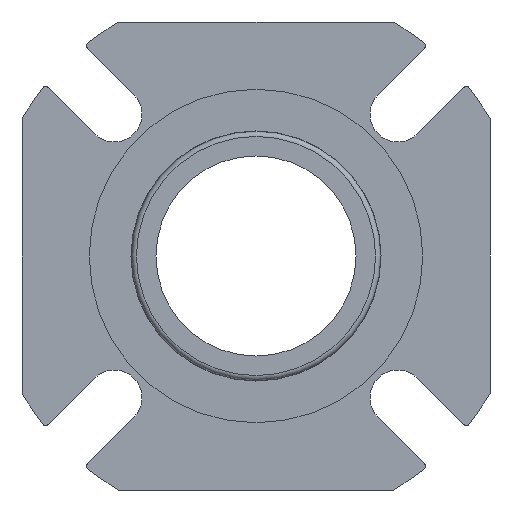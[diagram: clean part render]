
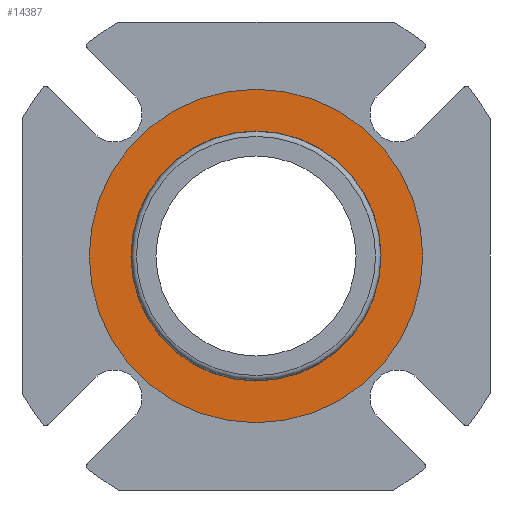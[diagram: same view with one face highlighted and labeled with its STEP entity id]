
A CAD part, left-side view. The second image highlights one B-rep face of the part: STEP entity #14387.
In plain terms, the highlighted planar face has unit normal (-1, 0, 0).
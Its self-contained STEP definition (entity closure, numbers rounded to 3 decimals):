
#3095=PLANE('',#15596);
#7382=ORIENTED_EDGE('',*,*,#9531,.F.);
#7383=ORIENTED_EDGE('',*,*,#9533,.T.);
#9531=EDGE_CURVE('',#10894,#10894,#11417,.F.);
#9533=EDGE_CURVE('',#10896,#10896,#11419,.T.);
#10894=VERTEX_POINT('',#29896);
#10896=VERTEX_POINT('',#29903);
#11417=CIRCLE('',#15590,39.357);
#11419=CIRCLE('',#15595,52.5);
#12337=EDGE_LOOP('',(#7382));
#12338=EDGE_LOOP('',(#7383));
#13260=FACE_BOUND('',#12337,.T.);
#13261=FACE_BOUND('',#12338,.T.);
#14387=ADVANCED_FACE('',(#13260,#13261),#3095,.F.);
#15590=AXIS2_PLACEMENT_3D('',#29895,#18860,#18861);
#15595=AXIS2_PLACEMENT_3D('',#29902,#18870,#18871);
#15596=AXIS2_PLACEMENT_3D('',#29904,#18872,#18873);
#18860=DIRECTION('',(1.,0.,0.));
#18861=DIRECTION('',(0.,0.,-1.));
#18870=DIRECTION('',(-1.,0.,0.));
#18871=DIRECTION('',(0.,0.,1.));
#18872=DIRECTION('',(1.,0.,0.));
#18873=DIRECTION('',(0.,0.,-1.));
#29895=CARTESIAN_POINT('',(-13.97,0.,0.));
#29896=CARTESIAN_POINT('',(-13.97,0.,-39.357));
#29902=CARTESIAN_POINT('',(-13.97,0.,0.));
#29903=CARTESIAN_POINT('',(-13.97,0.,52.5));
#29904=CARTESIAN_POINT('',(-13.97,0.,52.5));
